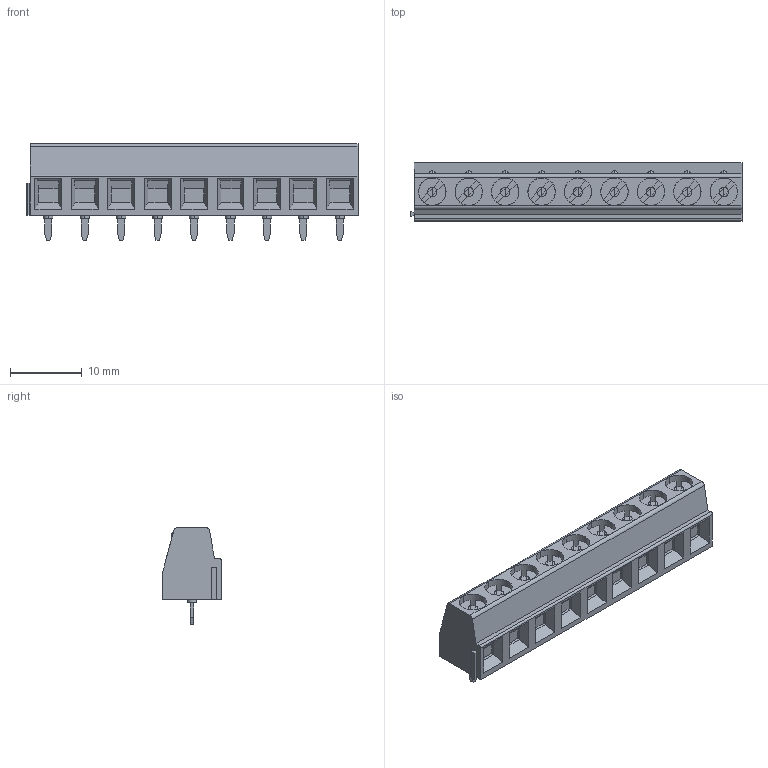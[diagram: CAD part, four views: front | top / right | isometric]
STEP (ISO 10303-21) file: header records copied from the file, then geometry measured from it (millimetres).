
FILE_DESCRIPTION(('FreeCAD Model'),'2;1');
FILE_NAME('mkdsn_1_5_9_5_08_cp.step','2019-09-25T11:19:40',('kicad StepUp'),( 'ksu MCAD'),'Open CASCADE STEP processor 7.2','FreeCAD','Unknown');
FILE_SCHEMA(('AUTOMOTIVE_DESIGN { 1 0 10303 214 1 1 1 1 }'));
Length unit declared in the file: millimetre
Products named in the file (1): mkdsn_1_5_9_5_08_cp
Bounding box: 46.29 x 8.1 x 13.5 mm (x, y, z)
Volume: 2950.6 mm3; surface area: 2373 mm2
Topology: 1 solids, 1 shells, 526 faces, 1245 edges, 770 vertices
Faces by surface type: plane 384, cylinder 88, sphere 36, cone 18
Entity records: 19988 total; most frequent: CARTESIAN_POINT 3946, DIRECTION 2637, ORIENTED_EDGE 2490, EDGE_CURVE 1245, AXIS2_PLACEMENT_3D 883, LINE 871, VECTOR 871, VERTEX_POINT 770
